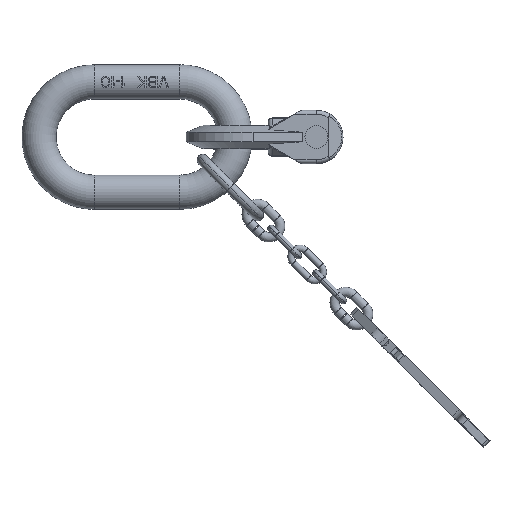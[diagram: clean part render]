
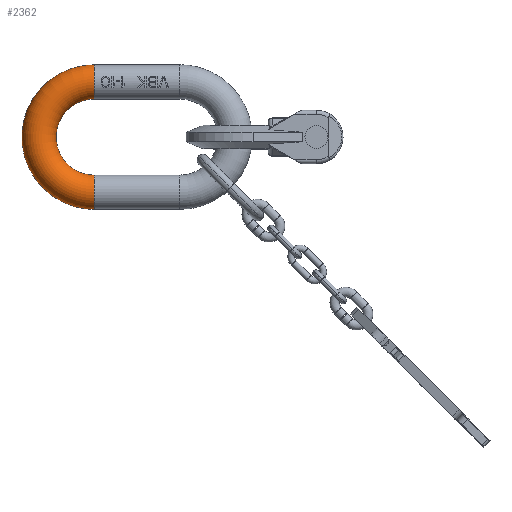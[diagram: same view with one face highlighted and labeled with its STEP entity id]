
A CAD part, top view. The second image highlights one B-rep face of the part: STEP entity #2362.
In plain terms, the highlighted toroidal (fillet/blend) face has major radius 29 mm and minor radius 9 mm.
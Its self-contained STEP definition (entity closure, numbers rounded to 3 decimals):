
#109=CARTESIAN_POINT('',(20.,-29.,0.));
#110=DIRECTION('',(1.,0.,0.));
#111=DIRECTION('',(0.,1.,0.));
#112=AXIS2_PLACEMENT_3D('',#109,#110,#111);
#118=CARTESIAN_POINT('',(20.,29.,0.));
#119=DIRECTION('',(-1.,0.,0.));
#120=DIRECTION('',(0.,-1.,0.));
#121=AXIS2_PLACEMENT_3D('',#118,#119,#120);
#123=CARTESIAN_POINT('',(20.,20.,0.));
#124=CARTESIAN_POINT('',(18.953,20.,0.));
#125=CARTESIAN_POINT('',(16.858,19.835,0.));
#126=CARTESIAN_POINT('',(13.794,19.1,0.));
#127=CARTESIAN_POINT('',(10.883,17.894,0.));
#128=CARTESIAN_POINT('',(8.196,16.247,0.));
#129=CARTESIAN_POINT('',(5.8,14.2,0.));
#130=CARTESIAN_POINT('',(3.753,11.804,0.));
#131=CARTESIAN_POINT('',(2.106,9.117,0.));
#132=CARTESIAN_POINT('',(0.9,6.206,0.));
#133=CARTESIAN_POINT('',(0.165,3.142,0.));
#134=CARTESIAN_POINT('',(-0.082,0.,0.));
#135=CARTESIAN_POINT('',(0.165,-3.142,0.));
#136=CARTESIAN_POINT('',(0.9,-6.206,0.));
#137=CARTESIAN_POINT('',(2.106,-9.117,0.));
#138=CARTESIAN_POINT('',(3.753,-11.804,0.));
#139=CARTESIAN_POINT('',(5.8,-14.2,0.));
#140=CARTESIAN_POINT('',(8.196,-16.247,0.));
#141=CARTESIAN_POINT('',(10.883,-17.894,0.));
#142=CARTESIAN_POINT('',(13.794,-19.1,0.));
#143=CARTESIAN_POINT('',(16.858,-19.835,0.));
#144=CARTESIAN_POINT('',(18.953,-20.,0.));
#145=CARTESIAN_POINT('',(20.,-20.,0.));
#152=CARTESIAN_POINT('',(20.,38.,0.));
#153=CARTESIAN_POINT('',(18.342,38.,0.));
#154=CARTESIAN_POINT('',(15.026,37.783,0.));
#155=CARTESIAN_POINT('',(10.137,36.81,0.));
#156=CARTESIAN_POINT('',(5.416,35.208,0.));
#157=CARTESIAN_POINT('',(0.946,33.003,0.));
#158=CARTESIAN_POINT('',(-3.199,30.234,0.));
#159=CARTESIAN_POINT('',(-6.947,26.947,0.));
#160=CARTESIAN_POINT('',(-10.234,23.199,0.));
#161=CARTESIAN_POINT('',(-13.003,19.054,0.));
#162=CARTESIAN_POINT('',(-15.208,14.584,0.));
#163=CARTESIAN_POINT('',(-16.81,9.863,0.));
#164=CARTESIAN_POINT('',(-17.783,4.974,0.));
#165=CARTESIAN_POINT('',(-18.109,0.,0.));
#166=CARTESIAN_POINT('',(-17.783,-4.974,0.));
#167=CARTESIAN_POINT('',(-16.81,-9.863,0.));
#168=CARTESIAN_POINT('',(-15.208,-14.584,0.));
#169=CARTESIAN_POINT('',(-13.003,-19.054,0.));
#170=CARTESIAN_POINT('',(-10.234,-23.199,0.));
#171=CARTESIAN_POINT('',(-6.947,-26.947,0.));
#172=CARTESIAN_POINT('',(-3.199,-30.234,0.));
#173=CARTESIAN_POINT('',(0.946,-33.003,0.));
#174=CARTESIAN_POINT('',(5.416,-35.208,0.));
#175=CARTESIAN_POINT('',(10.137,-36.81,0.));
#176=CARTESIAN_POINT('',(15.026,-37.783,0.));
#177=CARTESIAN_POINT('',(18.342,-38.,0.));
#178=CARTESIAN_POINT('',(20.,-38.,0.));
#1712=CARTESIAN_POINT('',(20.,20.,0.));
#1713=CARTESIAN_POINT('',(20.,38.,0.));
#1714=VERTEX_POINT('',#1712);
#1715=VERTEX_POINT('',#1713);
#1716=CARTESIAN_POINT('',(20.,-20.,0.));
#1717=CARTESIAN_POINT('',(20.,-38.,0.));
#1718=VERTEX_POINT('',#1716);
#1719=VERTEX_POINT('',#1717);
#2349=CARTESIAN_POINT('',(20.,0.,0.));
#2350=DIRECTION('',(0.,0.,1.));
#2351=DIRECTION('',(0.,-1.,0.));
#2352=AXIS2_PLACEMENT_3D('',#2349,#2350,#2351);
#2353=TOROIDAL_SURFACE('',#2352,29.,9.);
#2354=ORIENTED_EDGE('',*,*,#2134,.F.);
#2356=ORIENTED_EDGE('',*,*,#2355,.T.);
#2357=ORIENTED_EDGE('',*,*,#2339,.T.);
#2359=ORIENTED_EDGE('',*,*,#2358,.F.);
#2360=EDGE_LOOP('',(#2354,#2356,#2357,#2359));
#2361=FACE_OUTER_BOUND('',#2360,.F.);
#2362=ADVANCED_FACE('',(#2361),#2353,.T.);
#113=CIRCLE('',#112,9.);
#122=CIRCLE('',#121,9.);
#146=B_SPLINE_CURVE_WITH_KNOTS('',3,(#123,#124,#125,#126,#127,#128,#129,#130,
#131,#132,#133,#134,#135,#136,#137,#138,#139,#140,#141,#142,#143,#144,#145),
.UNSPECIFIED.,.F.,.F.,(4,1,1,1,1,1,1,1,1,1,1,1,1,1,1,1,1,1,1,1,4),(0.,0.05,
0.1,0.15,0.2,0.25,0.3,0.35,0.4,0.45,0.5,0.55,0.6,0.65,
0.7,0.75,0.8,0.85,0.9,0.95,1.),.UNSPECIFIED.);
#179=B_SPLINE_CURVE_WITH_KNOTS('',3,(#152,#153,#154,#155,#156,#157,#158,#159,
#160,#161,#162,#163,#164,#165,#166,#167,#168,#169,#170,#171,#172,#173,#174,#175,
#176,#177,#178),.UNSPECIFIED.,.F.,.F.,(4,1,1,1,1,1,1,1,1,1,1,1,1,1,1,1,1,1,1,1,
1,1,1,1,4),(0.,0.042,0.083,0.125,0.167,
0.208,0.25,0.292,0.333,0.375,
0.417,0.458,0.5,0.542,0.583,
0.625,0.667,0.708,0.75,0.792,
0.833,0.875,0.917,0.958,1.),
.UNSPECIFIED.);
#2134=EDGE_CURVE('',#1714,#1715,#122,.T.);
#2339=EDGE_CURVE('',#1718,#1719,#113,.T.);
#2355=EDGE_CURVE('',#1714,#1718,#146,.T.);
#2358=EDGE_CURVE('',#1715,#1719,#179,.T.);
